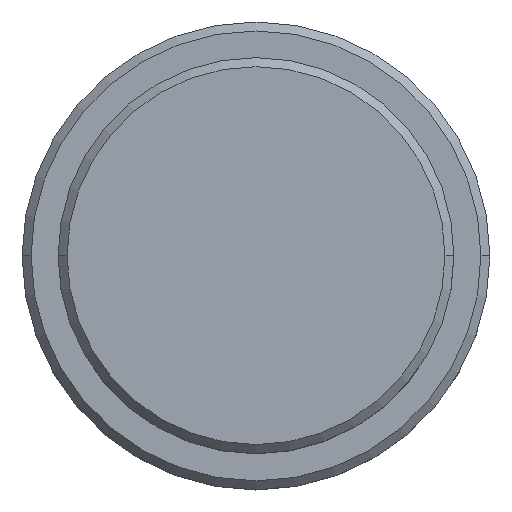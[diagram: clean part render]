
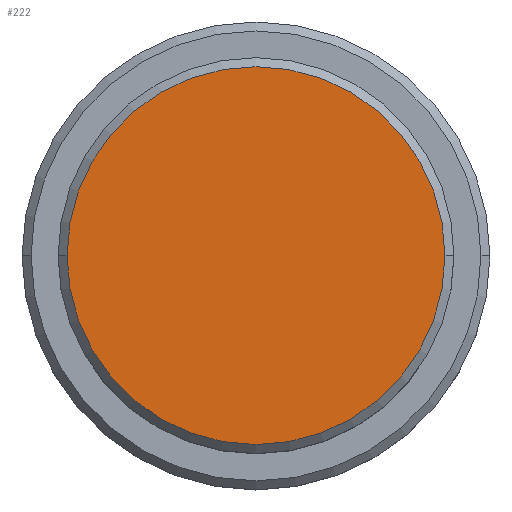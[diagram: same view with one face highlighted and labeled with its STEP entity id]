
A CAD part, top view. The second image highlights one B-rep face of the part: STEP entity #222.
In plain terms, the highlighted planar face has unit normal (0, 0, 1).
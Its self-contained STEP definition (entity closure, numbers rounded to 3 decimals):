
#6 = AXIS2_PLACEMENT_3D ( 'NONE', #254, #163, #39 ) ;
#25 = AXIS2_PLACEMENT_3D ( 'NONE', #276, #800, #1240 ) ;
#39 = DIRECTION ( 'NONE',  ( 1., 0., 0. ) ) ;
#76 = EDGE_CURVE ( 'NONE', #485, #908, #1355, .T. ) ;
#163 = DIRECTION ( 'NONE',  ( 0., 0., 1. ) ) ;
#222 = ADVANCED_FACE ( 'NONE', ( #1238 ), #708, .T. ) ;
#254 = CARTESIAN_POINT ( 'NONE',  ( 0., 0., 0. ) ) ;
#276 = CARTESIAN_POINT ( 'NONE',  ( 0., 0., 0. ) ) ;
#302 = ORIENTED_EDGE ( 'NONE', *, *, #76, .T. ) ;
#457 = ORIENTED_EDGE ( 'NONE', *, *, #863, .T. ) ;
#485 = VERTEX_POINT ( 'NONE', #1084 ) ;
#613 = CARTESIAN_POINT ( 'NONE',  ( 10.5, 0., 0. ) ) ;
#708 = PLANE ( 'NONE',  #6 ) ;
#800 = DIRECTION ( 'NONE',  ( 0., 0., 1. ) ) ;
#841 = EDGE_LOOP ( 'NONE', ( #302, #457 ) ) ;
#854 = CARTESIAN_POINT ( 'NONE',  ( 0., 0., 0. ) ) ;
#863 = EDGE_CURVE ( 'NONE', #908, #485, #1314, .T. ) ;
#908 = VERTEX_POINT ( 'NONE', #613 ) ;
#989 = DIRECTION ( 'NONE',  ( 0., 0., 1. ) ) ;
#1084 = CARTESIAN_POINT ( 'NONE',  ( -10.5, 0., 0. ) ) ;
#1238 = FACE_OUTER_BOUND ( 'NONE', #841, .T. ) ;
#1240 = DIRECTION ( 'NONE',  ( 1., 0., 0. ) ) ;
#1246 = AXIS2_PLACEMENT_3D ( 'NONE', #854, #989, #1294 ) ;
#1294 = DIRECTION ( 'NONE',  ( 1., 0., 0. ) ) ;
#1314 = CIRCLE ( 'NONE', #1246, 10.5 ) ;
#1355 = CIRCLE ( 'NONE', #25, 10.5 ) ;
